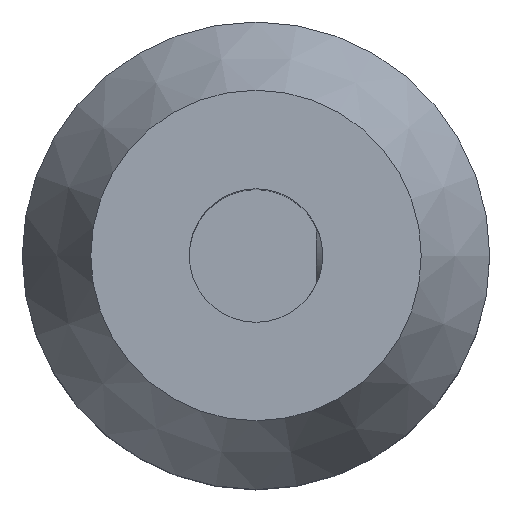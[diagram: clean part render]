
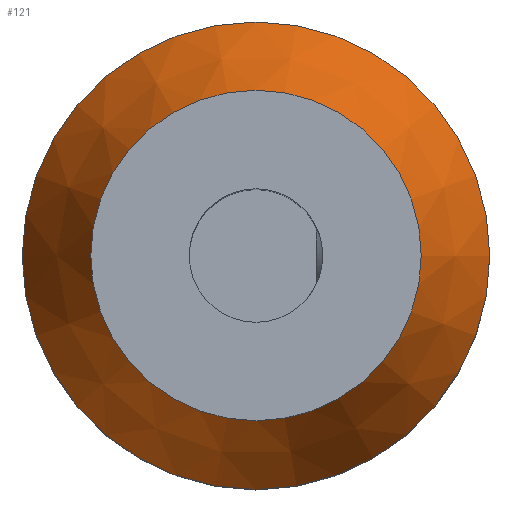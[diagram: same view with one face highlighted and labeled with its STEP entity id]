
A CAD part, top view. The second image highlights one B-rep face of the part: STEP entity #121.
In plain terms, the highlighted conical face has half-angle 25 degrees and reference radius 17.5 mm.
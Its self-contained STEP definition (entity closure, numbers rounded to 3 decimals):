
#63=CONICAL_SURFACE('',#517,17.5,25.);
#74=FACE_BOUND('',#189,.T.);
#75=FACE_BOUND('',#190,.T.);
#97=CIRCLE('',#513,12.371);
#99=CIRCLE('',#516,17.5);
#121=ADVANCED_FACE('',(#74,#75),#63,.T.);
#189=EDGE_LOOP('',(#239));
#190=EDGE_LOOP('',(#240));
#239=ORIENTED_EDGE('',*,*,#413,.F.);
#240=ORIENTED_EDGE('',*,*,#415,.T.);
#367=VERTEX_POINT('',#744);
#369=VERTEX_POINT('',#749);
#413=EDGE_CURVE('',#367,#367,#97,.T.);
#415=EDGE_CURVE('',#369,#369,#99,.T.);
#513=AXIS2_PLACEMENT_3D('',#743,#568,#569);
#516=AXIS2_PLACEMENT_3D('',#748,#574,#575);
#517=AXIS2_PLACEMENT_3D('',#750,#576,#577);
#568=DIRECTION('',(0.,0.,1.));
#569=DIRECTION('',(1.,0.,0.));
#574=DIRECTION('',(0.,0.,1.));
#575=DIRECTION('',(1.,0.,0.));
#576=DIRECTION('',(0.,0.,-1.));
#577=DIRECTION('',(-1.,0.,0.));
#743=CARTESIAN_POINT('',(0.,0.,37.));
#744=CARTESIAN_POINT('',(12.371,0.,37.));
#748=CARTESIAN_POINT('',(0.,0.,26.));
#749=CARTESIAN_POINT('',(17.5,0.,26.));
#750=CARTESIAN_POINT('',(0.,0.,26.));
